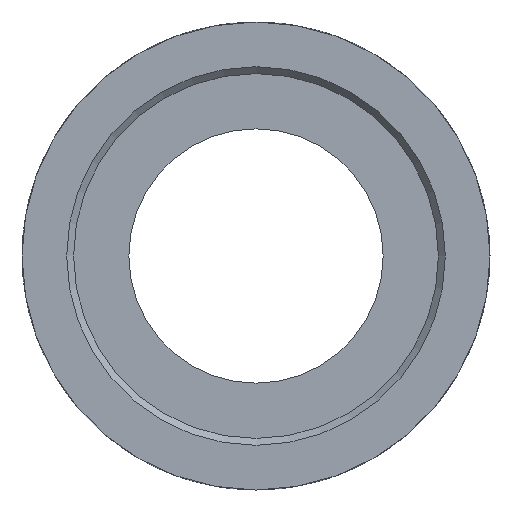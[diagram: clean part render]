
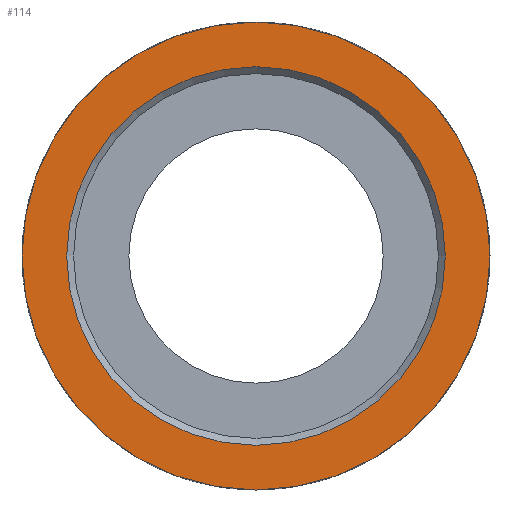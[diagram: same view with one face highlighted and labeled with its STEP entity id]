
A CAD part, left-side view. The second image highlights one B-rep face of the part: STEP entity #114.
In plain terms, the highlighted planar face has unit normal (-1, 0, 0).
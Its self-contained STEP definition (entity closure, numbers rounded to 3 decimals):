
#114 = ADVANCED_FACE( '', ( #215, #216 ), #217, .F. );
#215 = FACE_OUTER_BOUND( '', #318, .T. );
#216 = FACE_BOUND( '', #319, .T. );
#217 = PLANE( '', #320 );
#318 = EDGE_LOOP( '', ( #580 ) );
#319 = EDGE_LOOP( '', ( #581 ) );
#320 = AXIS2_PLACEMENT_3D( '', #582, #583, #584 );
#580 = ORIENTED_EDGE( '', *, *, #628, .F. );
#581 = ORIENTED_EDGE( '', *, *, #652, .T. );
#582 = CARTESIAN_POINT( '', ( -19.75, 0., 0. ) );
#583 = DIRECTION( '', ( 1., 0., 0. ) );
#584 = DIRECTION( '', ( 0., 0., -1. ) );
#628 = EDGE_CURVE( '', #737, #737, #738, .T. );
#652 = EDGE_CURVE( '', #777, #777, #778, .T. );
#737 = VERTEX_POINT( '', #877 );
#738 = CIRCLE( '', #878, 11.5 );
#777 = VERTEX_POINT( '', #931 );
#778 = CIRCLE( '', #932, 9.305 );
#877 = CARTESIAN_POINT( '', ( -19.75, 0., -11.5 ) );
#878 = AXIS2_PLACEMENT_3D( '', #1037, #1038, #1039 );
#931 = CARTESIAN_POINT( '', ( -19.75, 0., -9.305 ) );
#932 = AXIS2_PLACEMENT_3D( '', #1081, #1082, #1083 );
#1037 = CARTESIAN_POINT( '', ( -19.75, 0., 0. ) );
#1038 = DIRECTION( '', ( 1., 0., 0. ) );
#1039 = DIRECTION( '', ( 0., 0., -1. ) );
#1081 = CARTESIAN_POINT( '', ( -19.75, 0., 0. ) );
#1082 = DIRECTION( '', ( 1., 0., 0. ) );
#1083 = DIRECTION( '', ( 0., 0., -1. ) );
